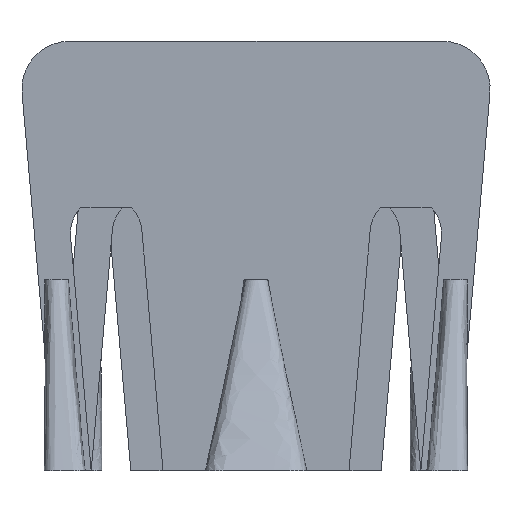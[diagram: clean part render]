
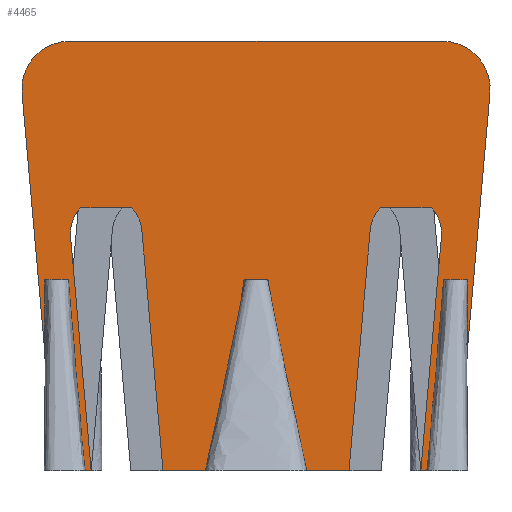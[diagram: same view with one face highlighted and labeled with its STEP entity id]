
A CAD part, front view. The second image highlights one B-rep face of the part: STEP entity #4465.
In plain terms, the highlighted planar face has unit normal (0, -1, 0).
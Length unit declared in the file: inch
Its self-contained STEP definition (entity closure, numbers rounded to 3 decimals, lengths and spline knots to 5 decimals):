
#233=CIRCLE('',#4765,0.5);
#234=CIRCLE('',#4766,0.5);
#235=CIRCLE('',#4767,0.375);
#236=CIRCLE('',#4768,0.375);
#237=CIRCLE('',#4769,0.375);
#238=CIRCLE('',#4770,0.375);
#288=FACE_OUTER_BOUND('',#556,.T.);
#556=EDGE_LOOP('',(#3032,#3033,#3034,#3035,#3036,#3037,#3038,#3039,#3040,
#3041,#3042,#3043,#3044,#3045,#3046,#3047,#3048,#3049));
#913=LINE('',#6296,#1393);
#920=LINE('',#6308,#1400);
#923=LINE('',#6314,#1403);
#924=LINE('',#6317,#1404);
#925=LINE('',#6321,#1405);
#926=LINE('',#6324,#1406);
#927=LINE('',#6326,#1407);
#928=LINE('',#6330,#1408);
#929=LINE('',#6334,#1409);
#930=LINE('',#6335,#1410);
#931=LINE('',#6339,#1411);
#932=LINE('',#6342,#1412);
#1393=VECTOR('',#5193,0.3937);
#1400=VECTOR('',#5202,0.3937);
#1403=VECTOR('',#5207,0.3937);
#1404=VECTOR('',#5210,0.3937);
#1405=VECTOR('',#5213,0.3937);
#1406=VECTOR('',#5216,0.3937);
#1407=VECTOR('',#5217,0.3937);
#1408=VECTOR('',#5220,0.3937);
#1409=VECTOR('',#5223,0.3937);
#1410=VECTOR('',#5224,0.3937);
#1411=VECTOR('',#5227,0.3937);
#1412=VECTOR('',#5230,0.3937);
#1856=VERTEX_POINT('',#6293);
#1857=VERTEX_POINT('',#6295);
#1860=VERTEX_POINT('',#6304);
#1861=VERTEX_POINT('',#6306);
#1862=VERTEX_POINT('',#6310);
#1863=VERTEX_POINT('',#6312);
#1864=VERTEX_POINT('',#6316);
#1865=VERTEX_POINT('',#6318);
#1866=VERTEX_POINT('',#6320);
#1867=VERTEX_POINT('',#6322);
#1868=VERTEX_POINT('',#6325);
#1869=VERTEX_POINT('',#6327);
#1870=VERTEX_POINT('',#6329);
#1871=VERTEX_POINT('',#6331);
#1872=VERTEX_POINT('',#6333);
#1873=VERTEX_POINT('',#6336);
#1874=VERTEX_POINT('',#6338);
#1875=VERTEX_POINT('',#6340);
#2313=EDGE_CURVE('',#1857,#1856,#913,.T.);
#2320=EDGE_CURVE('',#1860,#1861,#920,.T.);
#2323=EDGE_CURVE('',#1862,#1863,#923,.T.);
#2324=EDGE_CURVE('',#1864,#1860,#924,.T.);
#2325=EDGE_CURVE('',#1865,#1861,#233,.T.);
#2326=EDGE_CURVE('',#1865,#1866,#925,.T.);
#2327=EDGE_CURVE('',#1867,#1866,#234,.T.);
#2328=EDGE_CURVE('',#1857,#1867,#926,.T.);
#2329=EDGE_CURVE('',#1856,#1868,#927,.T.);
#2330=EDGE_CURVE('',#1868,#1869,#235,.T.);
#2331=EDGE_CURVE('',#1869,#1870,#928,.T.);
#2332=EDGE_CURVE('',#1870,#1871,#236,.T.);
#2333=EDGE_CURVE('',#1871,#1872,#929,.T.);
#2334=EDGE_CURVE('',#1872,#1862,#930,.T.);
#2335=EDGE_CURVE('',#1863,#1873,#237,.T.);
#2336=EDGE_CURVE('',#1874,#1873,#931,.T.);
#2337=EDGE_CURVE('',#1874,#1875,#238,.T.);
#2338=EDGE_CURVE('',#1875,#1864,#932,.T.);
#3032=ORIENTED_EDGE('',*,*,#2324,.T.);
#3033=ORIENTED_EDGE('',*,*,#2320,.T.);
#3034=ORIENTED_EDGE('',*,*,#2325,.F.);
#3035=ORIENTED_EDGE('',*,*,#2326,.T.);
#3036=ORIENTED_EDGE('',*,*,#2327,.F.);
#3037=ORIENTED_EDGE('',*,*,#2328,.F.);
#3038=ORIENTED_EDGE('',*,*,#2313,.T.);
#3039=ORIENTED_EDGE('',*,*,#2329,.T.);
#3040=ORIENTED_EDGE('',*,*,#2330,.T.);
#3041=ORIENTED_EDGE('',*,*,#2331,.T.);
#3042=ORIENTED_EDGE('',*,*,#2332,.T.);
#3043=ORIENTED_EDGE('',*,*,#2333,.T.);
#3044=ORIENTED_EDGE('',*,*,#2334,.T.);
#3045=ORIENTED_EDGE('',*,*,#2323,.T.);
#3046=ORIENTED_EDGE('',*,*,#2335,.T.);
#3047=ORIENTED_EDGE('',*,*,#2336,.F.);
#3048=ORIENTED_EDGE('',*,*,#2337,.T.);
#3049=ORIENTED_EDGE('',*,*,#2338,.T.);
#4214=PLANE('',#4764);
#4465=ADVANCED_FACE('',(#288),#4214,.F.);
#4764=AXIS2_PLACEMENT_3D('',#6315,#5208,#5209);
#4765=AXIS2_PLACEMENT_3D('',#6319,#5211,#5212);
#4766=AXIS2_PLACEMENT_3D('',#6323,#5214,#5215);
#4767=AXIS2_PLACEMENT_3D('',#6328,#5218,#5219);
#4768=AXIS2_PLACEMENT_3D('',#6332,#5221,#5222);
#4769=AXIS2_PLACEMENT_3D('',#6337,#5225,#5226);
#4770=AXIS2_PLACEMENT_3D('',#6341,#5228,#5229);
#5193=DIRECTION('',(1.,0.,0.));
#5202=DIRECTION('',(0.088,0.,0.996));
#5207=DIRECTION('',(0.088,0.,0.996));
#5208=DIRECTION('center_axis',(0.,1.,0.));
#5209=DIRECTION('ref_axis',(-1.,0.,0.));
#5210=DIRECTION('',(1.,0.,0.));
#5211=DIRECTION('center_axis',(0.,1.,0.));
#5212=DIRECTION('ref_axis',(0.737,0.,0.675));
#5213=DIRECTION('',(-1.,0.,0.));
#5214=DIRECTION('center_axis',(0.,1.,0.));
#5215=DIRECTION('ref_axis',(-0.737,0.,0.675));
#5216=DIRECTION('',(-0.088,0.,0.996));
#5217=DIRECTION('',(-0.088,0.,0.996));
#5218=DIRECTION('center_axis',(0.,1.,0.));
#5219=DIRECTION('ref_axis',(-0.996,0.,-0.088));
#5220=DIRECTION('',(1.,0.,0.));
#5221=DIRECTION('center_axis',(0.,1.,0.));
#5222=DIRECTION('ref_axis',(-0.996,0.,-0.088));
#5223=DIRECTION('',(0.088,0.,-0.996));
#5224=DIRECTION('',(1.,0.,0.));
#5225=DIRECTION('center_axis',(0.,1.,0.));
#5226=DIRECTION('ref_axis',(0.996,0.,-0.088));
#5227=DIRECTION('',(-1.,0.,0.));
#5228=DIRECTION('center_axis',(0.,1.,0.));
#5229=DIRECTION('ref_axis',(0.996,0.,-0.088));
#5230=DIRECTION('',(-0.088,0.,-0.996));
#6293=CARTESIAN_POINT('',(-1.72751,-0.44094,0.));
#6295=CARTESIAN_POINT('',(-2.10396,-0.44094,0.));
#6296=CARTESIAN_POINT('',(0.,-0.44094,0.));
#6304=CARTESIAN_POINT('',(2.10396,-0.44094,0.));
#6306=CARTESIAN_POINT('',(2.45214,-0.44094,3.95617));
#6308=CARTESIAN_POINT('',(0.99615,-0.44094,-12.58767));
#6310=CARTESIAN_POINT('',(0.97462,-0.44094,0.));
#6312=CARTESIAN_POINT('',(1.19668,-0.44094,2.52325));
#6314=CARTESIAN_POINT('',(0.66623,-0.44094,-3.50401));
#6315=CARTESIAN_POINT('Origin',(0.,-0.44094,
-4.5));
#6316=CARTESIAN_POINT('',(1.72751,-0.44094,0.));
#6317=CARTESIAN_POINT('',(0.,-0.44094,0.));
#6318=CARTESIAN_POINT('',(1.95406,-0.44094,4.5));
#6319=CARTESIAN_POINT('Origin',(1.95406,-0.44094,4.));
#6320=CARTESIAN_POINT('',(-1.95406,-0.44094,4.5));
#6321=CARTESIAN_POINT('',(2.5,-0.44094,4.5));
#6322=CARTESIAN_POINT('',(-2.45214,-0.44094,3.95617));
#6323=CARTESIAN_POINT('Origin',(-1.95406,-0.44094,4.));
#6324=CARTESIAN_POINT('',(-0.99615,-0.44094,-12.58767));
#6325=CARTESIAN_POINT('',(-1.94379,-0.44094,2.4575));
#6326=CARTESIAN_POINT('',(-1.41335,-0.44094,-3.56977));
#6327=CARTESIAN_POINT('',(-1.8354,-0.44094,2.75554));
#6328=CARTESIAN_POINT('Origin',(-1.57024,-0.44094,2.49037));
#6329=CARTESIAN_POINT('',(-1.30507,-0.44094,2.75554));
#6330=CARTESIAN_POINT('',(-1.8354,-0.44094,2.75554));
#6331=CARTESIAN_POINT('',(-1.19668,-0.44094,2.52325));
#6332=CARTESIAN_POINT('Origin',(-1.57024,-0.44094,2.49037));
#6333=CARTESIAN_POINT('',(-0.97462,-0.44094,0.));
#6334=CARTESIAN_POINT('',(-0.88541,-0.44094,-1.01364));
#6335=CARTESIAN_POINT('',(0.,-0.44094,0.));
#6336=CARTESIAN_POINT('',(1.30507,-0.44094,2.75554));
#6337=CARTESIAN_POINT('Origin',(1.57024,-0.44094,2.49037));
#6338=CARTESIAN_POINT('',(1.8354,-0.44094,2.75554));
#6339=CARTESIAN_POINT('',(1.8354,-0.44094,2.75554));
#6340=CARTESIAN_POINT('',(1.94379,-0.44094,2.4575));
#6341=CARTESIAN_POINT('Origin',(1.57024,-0.44094,2.49037));
#6342=CARTESIAN_POINT('',(1.63252,-0.44094,-1.07939));
